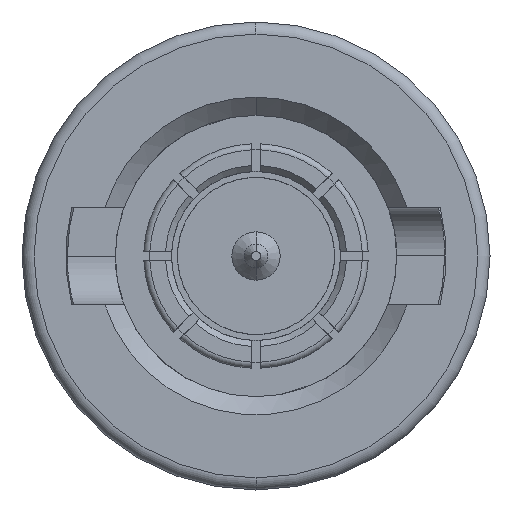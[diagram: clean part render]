
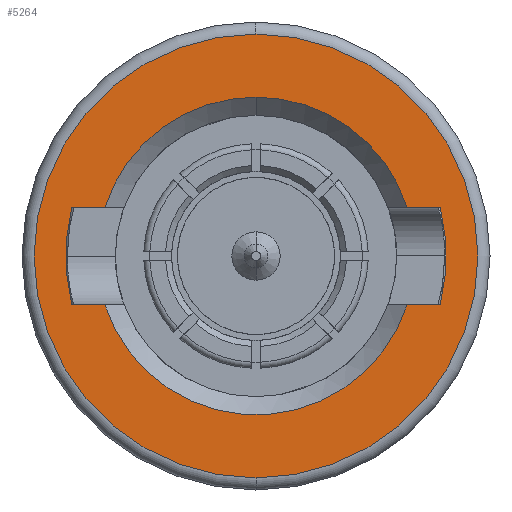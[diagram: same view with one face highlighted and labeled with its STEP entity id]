
A CAD part, left-side view. The second image highlights one B-rep face of the part: STEP entity #5264.
In plain terms, the highlighted planar face has unit normal (-1, 0, 0).
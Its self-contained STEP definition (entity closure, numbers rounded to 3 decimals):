
#46 = LINE ( 'NONE', #6468, #1540 ) ;
#84 = DIRECTION ( 'NONE',  ( 0., 0., -1. ) ) ;
#99 = CIRCLE ( 'NONE', #5466, 2.63 ) ;
#112 = CIRCLE ( 'NONE', #637, 2.63 ) ;
#141 = CARTESIAN_POINT ( 'NONE',  ( -1.55, 0.149, 0. ) ) ;
#287 = CIRCLE ( 'NONE', #3004, 3.675 ) ;
#370 = ORIENTED_EDGE ( 'NONE', *, *, #1056, .T. ) ;
#387 = CARTESIAN_POINT ( 'NONE',  ( -1.55, 3.05, -0.81 ) ) ;
#400 = DIRECTION ( 'NONE',  ( 1., 0., 0. ) ) ;
#449 = DIRECTION ( 'NONE',  ( 0., 0., -1. ) ) ;
#510 = DIRECTION ( 'NONE',  ( -1., 0., 0. ) ) ;
#637 = AXIS2_PLACEMENT_3D ( 'NONE', #3387, #5384, #6015 ) ;
#813 = EDGE_CURVE ( 'NONE', #5648, #2653, #99, .T. ) ;
#933 = CARTESIAN_POINT ( 'NONE',  ( -1.55, 2.502, 0.81 ) ) ;
#1046 = VERTEX_POINT ( 'NONE', #1561 ) ;
#1051 = CARTESIAN_POINT ( 'NONE',  ( -1.55, 3.05, 0.81 ) ) ;
#1056 = EDGE_CURVE ( 'NONE', #5110, #3298, #3560, .T. ) ;
#1102 = VERTEX_POINT ( 'NONE', #5203 ) ;
#1379 = CARTESIAN_POINT ( 'NONE',  ( -1.55, 2.502, -0.81 ) ) ;
#1427 = DIRECTION ( 'NONE',  ( 1., 0., 0. ) ) ;
#1540 = VECTOR ( 'NONE', #4993, 1000. ) ;
#1561 = CARTESIAN_POINT ( 'NONE',  ( -1.55, 3.05, -0.81 ) ) ;
#1617 = CARTESIAN_POINT ( 'NONE',  ( -1.55, 0., 0. ) ) ;
#1634 = CARTESIAN_POINT ( 'NONE',  ( -1.55, 0., 0. ) ) ;
#1686 = ORIENTED_EDGE ( 'NONE', *, *, #3384, .F. ) ;
#1690 = VERTEX_POINT ( 'NONE', #2818 ) ;
#1787 = AXIS2_PLACEMENT_3D ( 'NONE', #1634, #5166, #84 ) ;
#1883 = FACE_BOUND ( 'NONE', #3905, .T. ) ;
#1968 = PLANE ( 'NONE',  #4674 ) ;
#2007 = VECTOR ( 'NONE', #3408, 1000. ) ;
#2020 = CIRCLE ( 'NONE', #3180, 3.675 ) ;
#2028 = AXIS2_PLACEMENT_3D ( 'NONE', #5029, #510, #4600 ) ;
#2088 = VERTEX_POINT ( 'NONE', #3063 ) ;
#2113 = DIRECTION ( 'NONE',  ( 0., 0., -1. ) ) ;
#2223 = LINE ( 'NONE', #6226, #4446 ) ;
#2394 = EDGE_CURVE ( 'NONE', #1046, #2653, #46, .T. ) ;
#2407 = CARTESIAN_POINT ( 'NONE',  ( -1.55, 0., 0. ) ) ;
#2510 = ORIENTED_EDGE ( 'NONE', *, *, #2394, .F. ) ;
#2653 = VERTEX_POINT ( 'NONE', #1379 ) ;
#2675 = EDGE_CURVE ( 'NONE', #3963, #1102, #287, .T. ) ;
#2715 = LINE ( 'NONE', #5262, #6206 ) ;
#2728 = DIRECTION ( 'NONE',  ( -1., 0., 0. ) ) ;
#2818 = CARTESIAN_POINT ( 'NONE',  ( -1.55, -3.05, 0.81 ) ) ;
#2854 = DIRECTION ( 'NONE',  ( -1., 0., 0. ) ) ;
#2885 = CARTESIAN_POINT ( 'NONE',  ( -1.55, -2.502, 0.81 ) ) ;
#3004 = AXIS2_PLACEMENT_3D ( 'NONE', #4407, #2854, #449 ) ;
#3027 = CIRCLE ( 'NONE', #5568, 3.3 ) ;
#3063 = CARTESIAN_POINT ( 'NONE',  ( -1.55, -3.05, -0.81 ) ) ;
#3180 = AXIS2_PLACEMENT_3D ( 'NONE', #2407, #3850, #5442 ) ;
#3212 = CARTESIAN_POINT ( 'NONE',  ( -1.55, 0., 2.63 ) ) ;
#3298 = VERTEX_POINT ( 'NONE', #3212 ) ;
#3384 = EDGE_CURVE ( 'NONE', #5648, #2088, #6405, .T. ) ;
#3387 = CARTESIAN_POINT ( 'NONE',  ( -1.55, 0., 0. ) ) ;
#3408 = DIRECTION ( 'NONE',  ( 0., -1., 0. ) ) ;
#3469 = VERTEX_POINT ( 'NONE', #2885 ) ;
#3502 = ORIENTED_EDGE ( 'NONE', *, *, #5647, .F. ) ;
#3560 = CIRCLE ( 'NONE', #1787, 2.63 ) ;
#3623 = ORIENTED_EDGE ( 'NONE', *, *, #813, .T. ) ;
#3684 = ORIENTED_EDGE ( 'NONE', *, *, #6409, .F. ) ;
#3695 = ORIENTED_EDGE ( 'NONE', *, *, #4678, .F. ) ;
#3709 = CARTESIAN_POINT ( 'NONE',  ( -1.55, 0., -3.675 ) ) ;
#3719 = DIRECTION ( 'NONE',  ( 0., 1., 0. ) ) ;
#3850 = DIRECTION ( 'NONE',  ( -1., 0., 0. ) ) ;
#3905 = EDGE_LOOP ( 'NONE', ( #370, #5146, #3684, #3502, #1686, #3623, #2510, #3695, #5616 ) ) ;
#3922 = ORIENTED_EDGE ( 'NONE', *, *, #2675, .T. ) ;
#3963 = VERTEX_POINT ( 'NONE', #3709 ) ;
#4032 = CIRCLE ( 'NONE', #2028, 3.3 ) ;
#4257 = EDGE_CURVE ( 'NONE', #1102, #3963, #2020, .T. ) ;
#4407 = CARTESIAN_POINT ( 'NONE',  ( -1.55, 0., 0. ) ) ;
#4433 = VERTEX_POINT ( 'NONE', #1051 ) ;
#4442 = EDGE_CURVE ( 'NONE', #5110, #4433, #2223, .T. ) ;
#4446 = VECTOR ( 'NONE', #3719, 1000. ) ;
#4452 = CARTESIAN_POINT ( 'NONE',  ( -1.55, 2.33, 0. ) ) ;
#4600 = DIRECTION ( 'NONE',  ( 0., 0., -1. ) ) ;
#4674 = AXIS2_PLACEMENT_3D ( 'NONE', #4452, #400, #6454 ) ;
#4678 = EDGE_CURVE ( 'NONE', #4433, #1046, #4032, .T. ) ;
#4750 = DIRECTION ( 'NONE',  ( 0., 0., 1. ) ) ;
#4769 = DIRECTION ( 'NONE',  ( 0., 1., 0. ) ) ;
#4993 = DIRECTION ( 'NONE',  ( 0., -1., 0. ) ) ;
#5029 = CARTESIAN_POINT ( 'NONE',  ( -1.55, -0.149, 0. ) ) ;
#5110 = VERTEX_POINT ( 'NONE', #933 ) ;
#5146 = ORIENTED_EDGE ( 'NONE', *, *, #6465, .T. ) ;
#5166 = DIRECTION ( 'NONE',  ( 1., 0., 0. ) ) ;
#5203 = CARTESIAN_POINT ( 'NONE',  ( -1.55, 0., 3.675 ) ) ;
#5262 = CARTESIAN_POINT ( 'NONE',  ( -1.55, 3.05, 0.81 ) ) ;
#5264 = ADVANCED_FACE ( 'NONE', ( #1883, #5909 ), #1968, .F. ) ;
#5282 = CARTESIAN_POINT ( 'NONE',  ( -1.55, -2.502, -0.81 ) ) ;
#5384 = DIRECTION ( 'NONE',  ( 1., 0., 0. ) ) ;
#5411 = EDGE_LOOP ( 'NONE', ( #3922, #5724 ) ) ;
#5442 = DIRECTION ( 'NONE',  ( 0., 0., -1. ) ) ;
#5466 = AXIS2_PLACEMENT_3D ( 'NONE', #1617, #1427, #2113 ) ;
#5568 = AXIS2_PLACEMENT_3D ( 'NONE', #141, #2728, #4750 ) ;
#5616 = ORIENTED_EDGE ( 'NONE', *, *, #4442, .F. ) ;
#5647 = EDGE_CURVE ( 'NONE', #2088, #1690, #3027, .T. ) ;
#5648 = VERTEX_POINT ( 'NONE', #5282 ) ;
#5724 = ORIENTED_EDGE ( 'NONE', *, *, #4257, .T. ) ;
#5909 = FACE_OUTER_BOUND ( 'NONE', #5411, .T. ) ;
#6015 = DIRECTION ( 'NONE',  ( 0., 0., -1. ) ) ;
#6206 = VECTOR ( 'NONE', #4769, 1000. ) ;
#6226 = CARTESIAN_POINT ( 'NONE',  ( -1.55, 3.05, 0.81 ) ) ;
#6405 = LINE ( 'NONE', #387, #2007 ) ;
#6409 = EDGE_CURVE ( 'NONE', #1690, #3469, #2715, .T. ) ;
#6454 = DIRECTION ( 'NONE',  ( 0., 0., -1. ) ) ;
#6465 = EDGE_CURVE ( 'NONE', #3298, #3469, #112, .T. ) ;
#6468 = CARTESIAN_POINT ( 'NONE',  ( -1.55, 3.05, -0.81 ) ) ;
